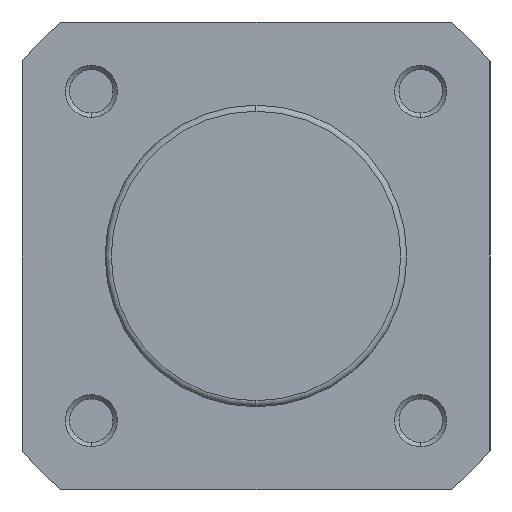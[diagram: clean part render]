
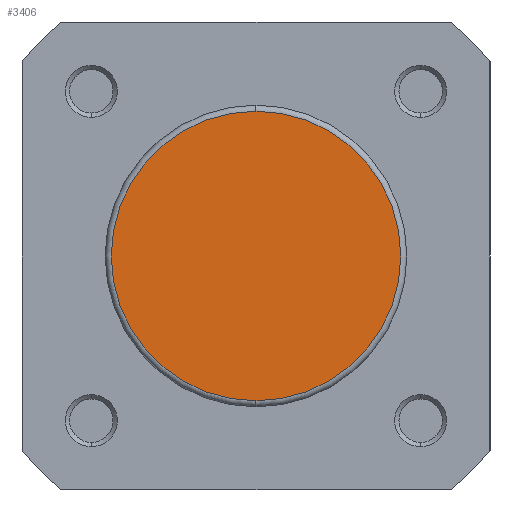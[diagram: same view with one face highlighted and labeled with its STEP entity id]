
A CAD part, left-side view. The second image highlights one B-rep face of the part: STEP entity #3406.
In plain terms, the highlighted planar face has unit normal (-1, 0, 0).
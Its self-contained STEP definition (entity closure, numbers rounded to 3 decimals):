
#151 = EDGE_CURVE ( 'NONE', #2683, #2659, #4709, .T. ) ;
#261 = EDGE_CURVE ( 'NONE', #2659, #2683, #4875, .T. ) ;
#486 = AXIS2_PLACEMENT_3D ( 'NONE', #868, #1433, #1052 ) ;
#546 = AXIS2_PLACEMENT_3D ( 'NONE', #1117, #1175, #1137 ) ;
#627 = AXIS2_PLACEMENT_3D ( 'NONE', #3689, #3693, #3694 ) ;
#868 = CARTESIAN_POINT ( 'NONE',  ( 0., 0., 0. ) ) ;
#1052 = DIRECTION ( 'NONE',  ( 0., 0., 1. ) ) ;
#1117 = CARTESIAN_POINT ( 'NONE',  ( 0., 0., 0. ) ) ;
#1137 = DIRECTION ( 'NONE',  ( 0., 0., 1. ) ) ;
#1175 = DIRECTION ( 'NONE',  ( -1., 0., 0. ) ) ;
#1433 = DIRECTION ( 'NONE',  ( -1., 0., 0. ) ) ;
#2321 = EDGE_LOOP ( 'NONE', ( #3048, #3186 ) ) ;
#2659 = VERTEX_POINT ( 'NONE', #4588 ) ;
#2683 = VERTEX_POINT ( 'NONE', #3584 ) ;
#3048 = ORIENTED_EDGE ( 'NONE', *, *, #151, .T. ) ;
#3186 = ORIENTED_EDGE ( 'NONE', *, *, #261, .T. ) ;
#3406 = ADVANCED_FACE ( 'NONE', ( #5118 ), #3690, .T. ) ;
#3584 = CARTESIAN_POINT ( 'NONE',  ( 0., 0., 16.7 ) ) ;
#3689 = CARTESIAN_POINT ( 'NONE',  ( 0., -17.4, 0. ) ) ;
#3690 = PLANE ( 'NONE',  #627 ) ;
#3693 = DIRECTION ( 'NONE',  ( -1., 0., 0. ) ) ;
#3694 = DIRECTION ( 'NONE',  ( 0., 0., 1. ) ) ;
#4588 = CARTESIAN_POINT ( 'NONE',  ( 0., 0., -16.7 ) ) ;
#4709 = CIRCLE ( 'NONE', #486, 16.7 ) ;
#4875 = CIRCLE ( 'NONE', #546, 16.7 ) ;
#5118 = FACE_OUTER_BOUND ( 'NONE', #2321, .T. ) ;
